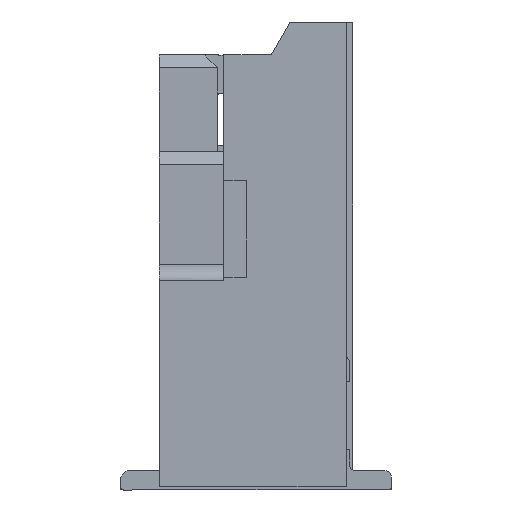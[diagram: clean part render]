
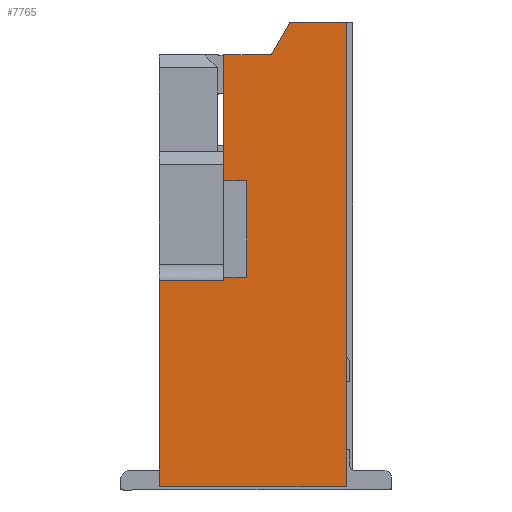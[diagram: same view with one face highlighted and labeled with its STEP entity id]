
A CAD part, left-side view. The second image highlights one B-rep face of the part: STEP entity #7765.
In plain terms, the highlighted planar face has unit normal (-1, 0, 0).
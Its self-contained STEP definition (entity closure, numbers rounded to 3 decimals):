
#14 = LINE ( 'NONE', #18230, #13071 ) ;
#286 = CARTESIAN_POINT ( 'NONE',  ( -17.25, 2., 3.35 ) ) ;
#324 = ORIENTED_EDGE ( 'NONE', *, *, #2384, .F. ) ;
#433 = CARTESIAN_POINT ( 'NONE',  ( -17.25, 2., 1.4 ) ) ;
#808 = ORIENTED_EDGE ( 'NONE', *, *, #14410, .F. ) ;
#833 = CARTESIAN_POINT ( 'NONE',  ( -17.25, 1.65, 1.4 ) ) ;
#1105 = DIRECTION ( 'NONE',  ( 0., 0., 1. ) ) ;
#1137 = DIRECTION ( 'NONE',  ( 0., 0., 1. ) ) ;
#1370 = VECTOR ( 'NONE', #1551, 1000. ) ;
#1392 = LINE ( 'NONE', #5857, #13404 ) ;
#1551 = DIRECTION ( 'NONE',  ( 0., -1., 0. ) ) ;
#1593 = VECTOR ( 'NONE', #11289, 1000. ) ;
#1690 = DIRECTION ( 'NONE',  ( 0., -1., 0. ) ) ;
#2229 = EDGE_CURVE ( 'NONE', #6009, #2359, #20256, .T. ) ;
#2269 = CARTESIAN_POINT ( 'NONE',  ( -17.25, 0.1, 3.85 ) ) ;
#2359 = VERTEX_POINT ( 'NONE', #14835 ) ;
#2384 = EDGE_CURVE ( 'NONE', #10225, #6009, #5425, .T. ) ;
#2406 = LINE ( 'NONE', #6265, #1370 ) ;
#2478 = VERTEX_POINT ( 'NONE', #286 ) ;
#3308 = VERTEX_POINT ( 'NONE', #833 ) ;
#3499 = EDGE_CURVE ( 'NONE', #17208, #14923, #18927, .T. ) ;
#3605 = VECTOR ( 'NONE', #7718, 1000. ) ;
#4298 = VECTOR ( 'NONE', #1137, 1000. ) ;
#4424 = CARTESIAN_POINT ( 'NONE',  ( -17.25, 3., -3.35 ) ) ;
#4607 = VECTOR ( 'NONE', #20732, 1000. ) ;
#4892 = DIRECTION ( 'NONE',  ( 0., -1., 0. ) ) ;
#5067 = VERTEX_POINT ( 'NONE', #433 ) ;
#5341 = LINE ( 'NONE', #9282, #4298 ) ;
#5392 = DIRECTION ( 'NONE',  ( 0., 0., -1. ) ) ;
#5425 = LINE ( 'NONE', #16397, #1593 ) ;
#5857 = CARTESIAN_POINT ( 'NONE',  ( -17.25, 3., 3.35 ) ) ;
#6009 = VERTEX_POINT ( 'NONE', #10055 ) ;
#6069 = CARTESIAN_POINT ( 'NONE',  ( -17.25, 2., -0.1 ) ) ;
#6265 = CARTESIAN_POINT ( 'NONE',  ( -17.25, 3., -3.35 ) ) ;
#6311 = DIRECTION ( 'NONE',  ( 0., 0., -1. ) ) ;
#6345 = ORIENTED_EDGE ( 'NONE', *, *, #2229, .F. ) ;
#6412 = VECTOR ( 'NONE', #1690, 1000. ) ;
#6456 = EDGE_CURVE ( 'NONE', #2478, #12484, #1392, .T. ) ;
#6477 = VERTEX_POINT ( 'NONE', #6069 ) ;
#6500 = EDGE_CURVE ( 'NONE', #7911, #6477, #8742, .T. ) ;
#6651 = ORIENTED_EDGE ( 'NONE', *, *, #16157, .F. ) ;
#7718 = DIRECTION ( 'NONE',  ( 0., 1., 0. ) ) ;
#7765 = ADVANCED_FACE ( 'NONE', ( #16974 ), #13699, .F. ) ;
#7911 = VERTEX_POINT ( 'NONE', #9035 ) ;
#8620 = DIRECTION ( 'NONE',  ( 1., 0., 0. ) ) ;
#8688 = ORIENTED_EDGE ( 'NONE', *, *, #16729, .F. ) ;
#8735 = EDGE_CURVE ( 'NONE', #3308, #5067, #14, .T. ) ;
#8742 = LINE ( 'NONE', #20841, #3605 ) ;
#8957 = EDGE_CURVE ( 'NONE', #17208, #12484, #11764, .T. ) ;
#9027 = EDGE_CURVE ( 'NONE', #5067, #2478, #13320, .T. ) ;
#9035 = CARTESIAN_POINT ( 'NONE',  ( -17.25, 1.65, -0.1 ) ) ;
#9282 = CARTESIAN_POINT ( 'NONE',  ( -17.25, 1.65, -0.1 ) ) ;
#9404 = CARTESIAN_POINT ( 'NONE',  ( -17.25, 0.973, 3.85 ) ) ;
#10040 = VECTOR ( 'NONE', #4892, 1000. ) ;
#10055 = CARTESIAN_POINT ( 'NONE',  ( -17.25, 3., -0.15 ) ) ;
#10225 = VERTEX_POINT ( 'NONE', #4424 ) ;
#10519 = CARTESIAN_POINT ( 'NONE',  ( -17.25, 3., -3.35 ) ) ;
#11023 = CARTESIAN_POINT ( 'NONE',  ( -17.25, 2., -0.15 ) ) ;
#11289 = DIRECTION ( 'NONE',  ( 0., 0., 1. ) ) ;
#11301 = CARTESIAN_POINT ( 'NONE',  ( -17.25, 2., -0.15 ) ) ;
#11693 = DIRECTION ( 'NONE',  ( 0., 1., 0. ) ) ;
#11764 = LINE ( 'NONE', #9404, #4607 ) ;
#12459 = LINE ( 'NONE', #14193, #19106 ) ;
#12484 = VERTEX_POINT ( 'NONE', #18755 ) ;
#12801 = VECTOR ( 'NONE', #20658, 1000. ) ;
#12913 = VERTEX_POINT ( 'NONE', #13171 ) ;
#13051 = CARTESIAN_POINT ( 'NONE',  ( -17.25, 1.55, 3.85 ) ) ;
#13066 = ORIENTED_EDGE ( 'NONE', *, *, #3499, .F. ) ;
#13071 = VECTOR ( 'NONE', #11693, 1000. ) ;
#13171 = CARTESIAN_POINT ( 'NONE',  ( -17.25, 0.1, -3.35 ) ) ;
#13320 = LINE ( 'NONE', #11023, #12801 ) ;
#13404 = VECTOR ( 'NONE', #14100, 1000. ) ;
#13699 = PLANE ( 'NONE',  #15761 ) ;
#13760 = CARTESIAN_POINT ( 'NONE',  ( -17.25, 0.973, 3.85 ) ) ;
#14100 = DIRECTION ( 'NONE',  ( 0., -1., 0. ) ) ;
#14158 = ORIENTED_EDGE ( 'NONE', *, *, #6500, .T. ) ;
#14193 = CARTESIAN_POINT ( 'NONE',  ( -17.25, 2., -0.15 ) ) ;
#14410 = EDGE_CURVE ( 'NONE', #14923, #12913, #20746, .T. ) ;
#14549 = CARTESIAN_POINT ( 'NONE',  ( -17.25, 0.1, -3.35 ) ) ;
#14835 = CARTESIAN_POINT ( 'NONE',  ( -17.25, 2., -0.15 ) ) ;
#14923 = VERTEX_POINT ( 'NONE', #2269 ) ;
#15761 = AXIS2_PLACEMENT_3D ( 'NONE', #10519, #8620, #5392 ) ;
#15811 = ORIENTED_EDGE ( 'NONE', *, *, #19087, .T. ) ;
#16157 = EDGE_CURVE ( 'NONE', #7911, #3308, #5341, .T. ) ;
#16397 = CARTESIAN_POINT ( 'NONE',  ( -17.25, 3., -3.35 ) ) ;
#16729 = EDGE_CURVE ( 'NONE', #2359, #6477, #12459, .T. ) ;
#16974 = FACE_OUTER_BOUND ( 'NONE', #20728, .T. ) ;
#17208 = VERTEX_POINT ( 'NONE', #13760 ) ;
#17230 = ORIENTED_EDGE ( 'NONE', *, *, #9027, .F. ) ;
#17917 = ORIENTED_EDGE ( 'NONE', *, *, #8957, .T. ) ;
#18230 = CARTESIAN_POINT ( 'NONE',  ( -17.25, 1.65, 1.4 ) ) ;
#18406 = ORIENTED_EDGE ( 'NONE', *, *, #6456, .F. ) ;
#18755 = CARTESIAN_POINT ( 'NONE',  ( -17.25, 1.261, 3.35 ) ) ;
#18927 = LINE ( 'NONE', #13051, #6412 ) ;
#19087 = EDGE_CURVE ( 'NONE', #10225, #12913, #2406, .T. ) ;
#19106 = VECTOR ( 'NONE', #1105, 1000. ) ;
#19507 = VECTOR ( 'NONE', #6311, 1000. ) ;
#20256 = LINE ( 'NONE', #11301, #10040 ) ;
#20413 = ORIENTED_EDGE ( 'NONE', *, *, #8735, .F. ) ;
#20658 = DIRECTION ( 'NONE',  ( 0., 0., 1. ) ) ;
#20728 = EDGE_LOOP ( 'NONE', ( #6651, #14158, #8688, #6345, #324, #15811, #808, #13066, #17917, #18406, #17230, #20413 ) ) ;
#20732 = DIRECTION ( 'NONE',  ( 0., 0.5, -0.866 ) ) ;
#20746 = LINE ( 'NONE', #14549, #19507 ) ;
#20841 = CARTESIAN_POINT ( 'NONE',  ( -17.25, 1.65, -0.1 ) ) ;
